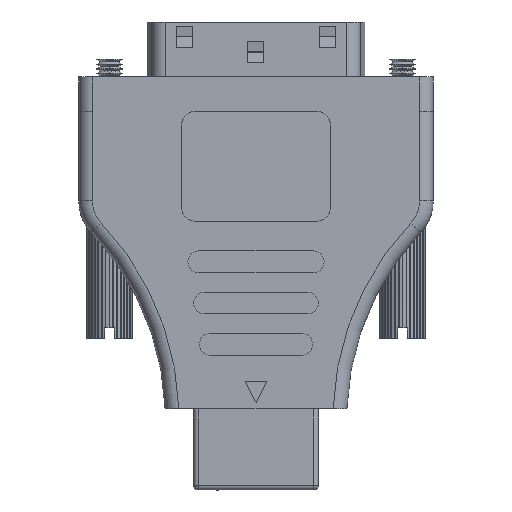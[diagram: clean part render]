
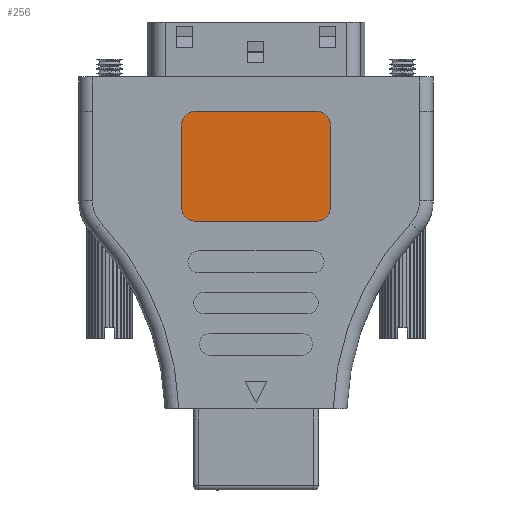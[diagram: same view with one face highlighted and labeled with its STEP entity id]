
A CAD part, front view. The second image highlights one B-rep face of the part: STEP entity #256.
In plain terms, the highlighted planar face has unit normal (0, -1, 0).
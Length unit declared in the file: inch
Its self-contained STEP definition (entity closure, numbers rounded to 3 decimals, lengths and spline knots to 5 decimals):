
#155 = VERTEX_POINT ( 'NONE', #7996 ) ;
#170 = ORIENTED_EDGE ( 'NONE', *, *, #1276, .F. ) ;
#171 = ORIENTED_EDGE ( 'NONE', *, *, #202, .F. ) ;
#172 = ORIENTED_EDGE ( 'NONE', *, *, #40211, .F. ) ;
#173 = ORIENTED_EDGE ( 'NONE', *, *, #40202, .F. ) ;
#174 = ORIENTED_EDGE ( 'NONE', *, *, #40226, .F. ) ;
#175 = ORIENTED_EDGE ( 'NONE', *, *, #40238, .F. ) ;
#177 = ORIENTED_EDGE ( 'NONE', *, *, #40149, .F. ) ;
#199 = EDGE_LOOP ( 'NONE', ( #177, #203, #170, #171, #172, #173, #174, #175 ) ) ;
#202 = EDGE_CURVE ( 'NONE', #40212, #155, #8143, .T. ) ;
#203 = ORIENTED_EDGE ( 'NONE', *, *, #250, .F. ) ;
#250 = EDGE_CURVE ( 'NONE', #40244, #40166, #8227, .T. ) ;
#256 = ADVANCED_FACE ( 'NONE', ( #8312 ), #8308, .F. ) ;
#1276 = EDGE_CURVE ( 'NONE', #155, #40244, #5686, .T. ) ;
#5679 = DIRECTION ( 'NONE',  ( 0., 0., 1. ) ) ;
#5681 = DIRECTION ( 'NONE',  ( 0., 1., 0. ) ) ;
#5683 = CARTESIAN_POINT ( 'NONE',  ( 0.265, -0.285, 0.23 ) ) ;
#5684 = AXIS2_PLACEMENT_3D ( 'NONE', #5683, #5681, #5679 ) ;
#5686 = CIRCLE ( 'NONE', #5684, 0.06 ) ;
#7996 = CARTESIAN_POINT ( 'NONE',  ( 0.325, -0.285, 0.23 ) ) ;
#8139 = DIRECTION ( 'NONE',  ( 0., 0., -1. ) ) ;
#8140 = VECTOR ( 'NONE', #8139, 39.37008 ) ;
#8141 = CARTESIAN_POINT ( 'NONE',  ( 0.325, -0.285, 0.23 ) ) ;
#8143 = LINE ( 'NONE', #8141, #8140 ) ;
#8224 = DIRECTION ( 'NONE',  ( -1., 0., 0. ) ) ;
#8225 = VECTOR ( 'NONE', #8224, 39.37008 ) ;
#8226 = CARTESIAN_POINT ( 'NONE',  ( -0.265, -0.285, 0.17 ) ) ;
#8227 = LINE ( 'NONE', #8226, #8225 ) ;
#8304 = DIRECTION ( 'NONE',  ( 0., 0., -1. ) ) ;
#8305 = DIRECTION ( 'NONE',  ( 0., 1., 0. ) ) ;
#8306 = CARTESIAN_POINT ( 'NONE',  ( -0.265, -0.285, 0.23 ) ) ;
#8307 = AXIS2_PLACEMENT_3D ( 'NONE', #8306, #8305, #8304 ) ;
#8308 = PLANE ( 'NONE',  #8307 ) ;
#8312 = FACE_OUTER_BOUND ( 'NONE', #199, .T. ) ;
#28999 = DIRECTION ( 'NONE',  ( 0., 0., -1. ) ) ;
#29000 = DIRECTION ( 'NONE',  ( 0., 1., 0. ) ) ;
#29001 = CARTESIAN_POINT ( 'NONE',  ( -0.265, -0.285, 0.23 ) ) ;
#29002 = AXIS2_PLACEMENT_3D ( 'NONE', #29001, #29000, #28999 ) ;
#29004 = CIRCLE ( 'NONE', #29002, 0.06 ) ;
#29014 = CARTESIAN_POINT ( 'NONE',  ( -0.325, -0.285, 0.23 ) ) ;
#29053 = CARTESIAN_POINT ( 'NONE',  ( -0.265, -0.285, 0.17 ) ) ;
#29209 = DIRECTION ( 'NONE',  ( 1., 0., 0. ) ) ;
#29210 = VECTOR ( 'NONE', #29209, 39.37008 ) ;
#29211 = CARTESIAN_POINT ( 'NONE',  ( -0.265, -0.285, 0.65 ) ) ;
#29216 = LINE ( 'NONE', #29211, #29210 ) ;
#29231 = DIRECTION ( 'NONE',  ( 0., 0., -1. ) ) ;
#29232 = DIRECTION ( 'NONE',  ( 0., 1., 0. ) ) ;
#29233 = CARTESIAN_POINT ( 'NONE',  ( -0.265, -0.285, 0.59 ) ) ;
#29234 = AXIS2_PLACEMENT_3D ( 'NONE', #29233, #29232, #29231 ) ;
#29235 = CIRCLE ( 'NONE', #29234, 0.06 ) ;
#29252 = CARTESIAN_POINT ( 'NONE',  ( 0.265, -0.285, 0.65 ) ) ;
#29253 = CARTESIAN_POINT ( 'NONE',  ( 0.325, -0.285, 0.59 ) ) ;
#29254 = DIRECTION ( 'NONE',  ( 0., 0., -1. ) ) ;
#29255 = DIRECTION ( 'NONE',  ( 0., 1., 0. ) ) ;
#29256 = CARTESIAN_POINT ( 'NONE',  ( 0.265, -0.285, 0.59 ) ) ;
#29257 = AXIS2_PLACEMENT_3D ( 'NONE', #29256, #29255, #29254 ) ;
#29261 = CIRCLE ( 'NONE', #29257, 0.06 ) ;
#29266 = CARTESIAN_POINT ( 'NONE',  ( 0.265, -0.285, 0.17 ) ) ;
#29271 = DIRECTION ( 'NONE',  ( 0., 0., 1. ) ) ;
#29272 = VECTOR ( 'NONE', #29271, 39.37008 ) ;
#29273 = CARTESIAN_POINT ( 'NONE',  ( -0.325, -0.285, 0.23 ) ) ;
#29278 = LINE ( 'NONE', #29273, #29272 ) ;
#29281 = CARTESIAN_POINT ( 'NONE',  ( -0.325, -0.285, 0.59 ) ) ;
#29288 = CARTESIAN_POINT ( 'NONE',  ( -0.265, -0.285, 0.65 ) ) ;
#40140 = VERTEX_POINT ( 'NONE', #29014 ) ;
#40149 = EDGE_CURVE ( 'NONE', #40166, #40140, #29004, .T. ) ;
#40166 = VERTEX_POINT ( 'NONE', #29053 ) ;
#40202 = EDGE_CURVE ( 'NONE', #40230, #40214, #29216, .T. ) ;
#40211 = EDGE_CURVE ( 'NONE', #40214, #40212, #29261, .T. ) ;
#40212 = VERTEX_POINT ( 'NONE', #29253 ) ;
#40214 = VERTEX_POINT ( 'NONE', #29252 ) ;
#40226 = EDGE_CURVE ( 'NONE', #40232, #40230, #29235, .T. ) ;
#40230 = VERTEX_POINT ( 'NONE', #29288 ) ;
#40232 = VERTEX_POINT ( 'NONE', #29281 ) ;
#40238 = EDGE_CURVE ( 'NONE', #40140, #40232, #29278, .T. ) ;
#40244 = VERTEX_POINT ( 'NONE', #29266 ) ;
